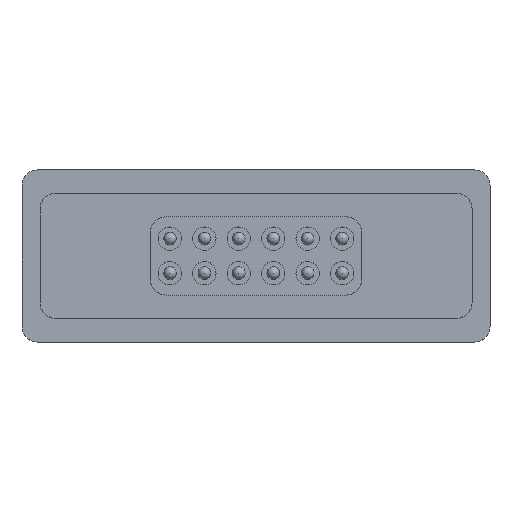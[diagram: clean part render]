
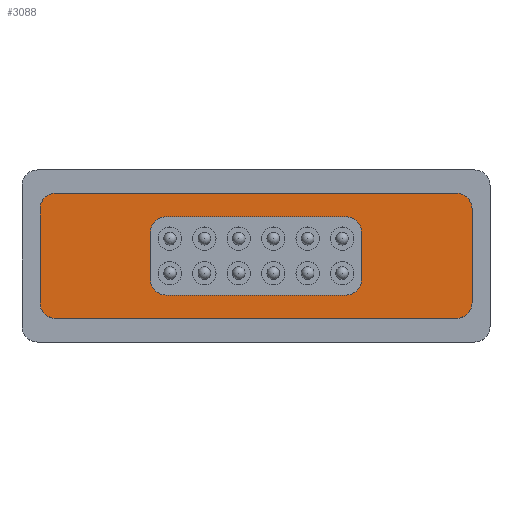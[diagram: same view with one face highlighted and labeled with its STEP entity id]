
A CAD part, top view. The second image highlights one B-rep face of the part: STEP entity #3088.
In plain terms, the highlighted planar face has unit normal (0, 0, 1).
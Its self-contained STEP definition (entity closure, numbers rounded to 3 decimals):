
#91=FACE_BOUND('',#561,.T.);
#161=PLANE('',#3417);
#305=FACE_OUTER_BOUND('',#560,.T.);
#560=EDGE_LOOP('',(#2370,#2371,#2372,#2373,#2374,#2375,#2376,#2377));
#561=EDGE_LOOP('',(#2378,#2379,#2380,#2381,#2382,#2383,#2384,#2385));
#772=LINE('',#4882,#972);
#777=LINE('',#4893,#977);
#780=LINE('',#4901,#980);
#836=LINE('',#5140,#1036);
#839=LINE('',#5146,#1039);
#840=LINE('',#5150,#1040);
#841=LINE('',#5154,#1041);
#842=LINE('',#5156,#1042);
#972=VECTOR('',#3800,10.);
#977=VECTOR('',#3811,10.);
#980=VECTOR('',#3820,10.);
#1036=VECTOR('',#4096,10.);
#1039=VECTOR('',#4101,10.);
#1040=VECTOR('',#4104,10.);
#1041=VECTOR('',#4107,10.);
#1042=VECTOR('',#4110,10.);
#1159=CIRCLE('',#3283,1.);
#1175=CIRCLE('',#3302,1.);
#1176=CIRCLE('',#3305,1.);
#1177=CIRCLE('',#3308,1.);
#1230=CIRCLE('',#3414,1.);
#1232=CIRCLE('',#3418,1.);
#1233=CIRCLE('',#3419,1.);
#1234=CIRCLE('',#3420,1.);
#1388=VERTEX_POINT('',#4837);
#1389=VERTEX_POINT('',#4839);
#1408=VERTEX_POINT('',#4881);
#1409=VERTEX_POINT('',#4885);
#1410=VERTEX_POINT('',#4887);
#1411=VERTEX_POINT('',#4891);
#1412=VERTEX_POINT('',#4895);
#1413=VERTEX_POINT('',#4899);
#1482=VERTEX_POINT('',#5130);
#1483=VERTEX_POINT('',#5131);
#1486=VERTEX_POINT('',#5139);
#1488=VERTEX_POINT('',#5145);
#1489=VERTEX_POINT('',#5147);
#1490=VERTEX_POINT('',#5149);
#1491=VERTEX_POINT('',#5151);
#1492=VERTEX_POINT('',#5153);
#1680=EDGE_CURVE('',#1388,#1389,#1159,.T.);
#1701=EDGE_CURVE('',#1408,#1389,#772,.T.);
#1704=EDGE_CURVE('',#1409,#1410,#1175,.T.);
#1707=EDGE_CURVE('',#1409,#1411,#777,.T.);
#1709=EDGE_CURVE('',#1412,#1411,#1176,.T.);
#1711=EDGE_CURVE('',#1412,#1413,#780,.T.);
#1712=EDGE_CURVE('',#1408,#1413,#1177,.T.);
#1818=EDGE_CURVE('',#1482,#1483,#1230,.T.);
#1822=EDGE_CURVE('',#1486,#1483,#836,.T.);
#1825=EDGE_CURVE('',#1482,#1488,#839,.T.);
#1826=EDGE_CURVE('',#1489,#1488,#1232,.T.);
#1827=EDGE_CURVE('',#1489,#1490,#840,.T.);
#1828=EDGE_CURVE('',#1491,#1490,#1233,.T.);
#1829=EDGE_CURVE('',#1491,#1492,#841,.T.);
#1830=EDGE_CURVE('',#1486,#1492,#1234,.T.);
#1831=EDGE_CURVE('',#1388,#1410,#842,.T.);
#2370=ORIENTED_EDGE('',*,*,#1818,.F.);
#2371=ORIENTED_EDGE('',*,*,#1825,.T.);
#2372=ORIENTED_EDGE('',*,*,#1826,.F.);
#2373=ORIENTED_EDGE('',*,*,#1827,.T.);
#2374=ORIENTED_EDGE('',*,*,#1828,.F.);
#2375=ORIENTED_EDGE('',*,*,#1829,.T.);
#2376=ORIENTED_EDGE('',*,*,#1830,.F.);
#2377=ORIENTED_EDGE('',*,*,#1822,.T.);
#2378=ORIENTED_EDGE('',*,*,#1831,.T.);
#2379=ORIENTED_EDGE('',*,*,#1704,.F.);
#2380=ORIENTED_EDGE('',*,*,#1707,.T.);
#2381=ORIENTED_EDGE('',*,*,#1709,.F.);
#2382=ORIENTED_EDGE('',*,*,#1711,.T.);
#2383=ORIENTED_EDGE('',*,*,#1712,.F.);
#2384=ORIENTED_EDGE('',*,*,#1701,.T.);
#2385=ORIENTED_EDGE('',*,*,#1680,.F.);
#3088=ADVANCED_FACE('',(#305,#91),#161,.T.);
#3283=AXIS2_PLACEMENT_3D('',#4840,#3759,#3760);
#3302=AXIS2_PLACEMENT_3D('',#4888,#3805,#3806);
#3305=AXIS2_PLACEMENT_3D('',#4897,#3815,#3816);
#3308=AXIS2_PLACEMENT_3D('',#4903,#3823,#3824);
#3414=AXIS2_PLACEMENT_3D('',#5132,#4088,#4089);
#3417=AXIS2_PLACEMENT_3D('',#5144,#4099,#4100);
#3418=AXIS2_PLACEMENT_3D('',#5148,#4102,#4103);
#3419=AXIS2_PLACEMENT_3D('',#5152,#4105,#4106);
#3420=AXIS2_PLACEMENT_3D('',#5155,#4108,#4109);
#3759=DIRECTION('center_axis',(0.,0.,1.));
#3760=DIRECTION('ref_axis',(0.707,0.707,0.));
#3800=DIRECTION('',(1.,0.,0.));
#3805=DIRECTION('center_axis',(0.,0.,1.));
#3806=DIRECTION('ref_axis',(0.707,-0.707,0.));
#3811=DIRECTION('',(-1.,0.,0.));
#3815=DIRECTION('center_axis',(0.,0.,1.));
#3816=DIRECTION('ref_axis',(-0.707,-0.707,0.));
#3820=DIRECTION('',(0.,1.,0.));
#3823=DIRECTION('center_axis',(0.,0.,1.));
#3824=DIRECTION('ref_axis',(-0.707,0.707,0.));
#4088=DIRECTION('center_axis',(0.,0.,-1.));
#4089=DIRECTION('ref_axis',(-0.707,0.707,0.));
#4096=DIRECTION('',(-1.,0.,0.));
#4099=DIRECTION('center_axis',(0.,0.,1.));
#4100=DIRECTION('ref_axis',(1.,0.,0.));
#4101=DIRECTION('',(0.,-1.,0.));
#4102=DIRECTION('center_axis',(0.,0.,-1.));
#4103=DIRECTION('ref_axis',(-0.707,-0.707,0.));
#4104=DIRECTION('',(1.,0.,0.));
#4105=DIRECTION('center_axis',(0.,0.,-1.));
#4106=DIRECTION('ref_axis',(0.707,-0.707,0.));
#4107=DIRECTION('',(0.,1.,0.));
#4108=DIRECTION('center_axis',(0.,0.,-1.));
#4109=DIRECTION('ref_axis',(0.707,0.707,0.));
#4110=DIRECTION('',(0.,-1.,0.));
#4837=CARTESIAN_POINT('',(6.75,1.5,4.5));
#4839=CARTESIAN_POINT('',(5.75,2.5,4.5));
#4840=CARTESIAN_POINT('Origin',(5.75,1.5,4.5));
#4881=CARTESIAN_POINT('',(-5.75,2.5,4.5));
#4882=CARTESIAN_POINT('',(6.75,2.5,4.5));
#4885=CARTESIAN_POINT('',(5.75,-2.5,4.5));
#4887=CARTESIAN_POINT('',(6.75,-1.5,4.5));
#4888=CARTESIAN_POINT('Origin',(5.75,-1.5,4.5));
#4891=CARTESIAN_POINT('',(-5.75,-2.5,4.5));
#4893=CARTESIAN_POINT('',(-6.75,-2.5,4.5));
#4895=CARTESIAN_POINT('',(-6.75,-1.5,4.5));
#4897=CARTESIAN_POINT('Origin',(-5.75,-1.5,4.5));
#4899=CARTESIAN_POINT('',(-6.75,1.5,4.5));
#4901=CARTESIAN_POINT('',(-6.75,2.5,4.5));
#4903=CARTESIAN_POINT('Origin',(-5.75,1.5,4.5));
#5130=CARTESIAN_POINT('',(-13.8,3.,4.5));
#5131=CARTESIAN_POINT('',(-12.8,4.,4.5));
#5132=CARTESIAN_POINT('Origin',(-12.8,3.,4.5));
#5139=CARTESIAN_POINT('',(12.8,4.,4.5));
#5140=CARTESIAN_POINT('',(13.8,4.,4.5));
#5144=CARTESIAN_POINT('Origin',(0.,0.,4.5));
#5145=CARTESIAN_POINT('',(-13.8,-3.,4.5));
#5146=CARTESIAN_POINT('',(-13.8,4.,4.5));
#5147=CARTESIAN_POINT('',(-12.8,-4.,4.5));
#5148=CARTESIAN_POINT('Origin',(-12.8,-3.,4.5));
#5149=CARTESIAN_POINT('',(12.8,-4.,4.5));
#5150=CARTESIAN_POINT('',(-13.8,-4.,4.5));
#5151=CARTESIAN_POINT('',(13.8,-3.,4.5));
#5152=CARTESIAN_POINT('Origin',(12.8,-3.,4.5));
#5153=CARTESIAN_POINT('',(13.8,3.,4.5));
#5154=CARTESIAN_POINT('',(13.8,-4.,4.5));
#5155=CARTESIAN_POINT('Origin',(12.8,3.,4.5));
#5156=CARTESIAN_POINT('',(6.75,-2.5,4.5));
